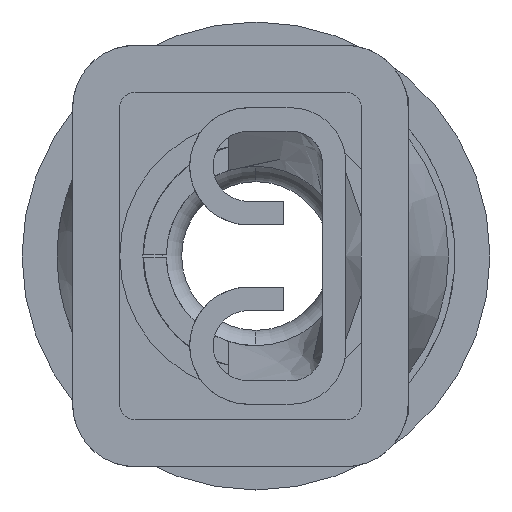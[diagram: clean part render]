
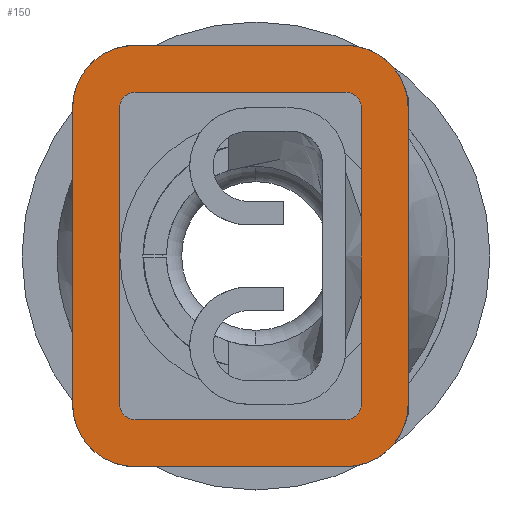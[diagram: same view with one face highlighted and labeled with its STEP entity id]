
A CAD part, left-side view. The second image highlights one B-rep face of the part: STEP entity #150.
In plain terms, the highlighted planar face has unit normal (-1, 0, 0).
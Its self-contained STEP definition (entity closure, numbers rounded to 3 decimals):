
#5 = CARTESIAN_POINT ( 'NONE',  ( -16.5, -1.95, -1.9 ) ) ;
#31 = DIRECTION ( 'NONE',  ( 0., 0., -1. ) ) ;
#57 = ORIENTED_EDGE ( 'NONE', *, *, #976, .T. ) ;
#93 = DIRECTION ( 'NONE',  ( 0., 1., 0. ) ) ;
#106 = VECTOR ( 'NONE', #804, 1000. ) ;
#127 = DIRECTION ( 'NONE',  ( -1., 0., 0. ) ) ;
#128 = CARTESIAN_POINT ( 'NONE',  ( -16.5, -1.95, -1.9 ) ) ;
#150 = ADVANCED_FACE ( 'NONE', ( #1168, #3003 ), #925, .F. ) ;
#155 = EDGE_CURVE ( 'NONE', #2050, #2482, #3640, .T. ) ;
#156 = CIRCLE ( 'NONE', #2566, 0.2 ) ;
#172 = DIRECTION ( 'NONE',  ( 0., 0., -1. ) ) ;
#205 = EDGE_CURVE ( 'NONE', #2499, #1917, #3875, .T. ) ;
#233 = DIRECTION ( 'NONE',  ( 0., 1., 0. ) ) ;
#261 = CARTESIAN_POINT ( 'NONE',  ( -16.5, 1.55, 1.9 ) ) ;
#271 = AXIS2_PLACEMENT_3D ( 'NONE', #2425, #3643, #31 ) ;
#332 = CARTESIAN_POINT ( 'NONE',  ( -16.5, 1.55, 1.9 ) ) ;
#355 = EDGE_CURVE ( 'NONE', #2402, #3606, #3181, .T. ) ;
#369 = ORIENTED_EDGE ( 'NONE', *, *, #205, .T. ) ;
#386 = CARTESIAN_POINT ( 'NONE',  ( -16.5, -1.15, 2.7 ) ) ;
#421 = ORIENTED_EDGE ( 'NONE', *, *, #1681, .T. ) ;
#424 = CARTESIAN_POINT ( 'NONE',  ( -16.5, -1.15, 1.9 ) ) ;
#461 = LINE ( 'NONE', #1672, #656 ) ;
#471 = LINE ( 'NONE', #2319, #2307 ) ;
#473 = CARTESIAN_POINT ( 'NONE',  ( -16.5, -1.35, -1.9 ) ) ;
#503 = ORIENTED_EDGE ( 'NONE', *, *, #3150, .T. ) ;
#548 = ORIENTED_EDGE ( 'NONE', *, *, #155, .F. ) ;
#574 = CARTESIAN_POINT ( 'NONE',  ( -16.5, -1.15, -2.1 ) ) ;
#586 = AXIS2_PLACEMENT_3D ( 'NONE', #332, #2199, #2517 ) ;
#588 = DIRECTION ( 'NONE',  ( 1., 0., 0. ) ) ;
#609 = ORIENTED_EDGE ( 'NONE', *, *, #2824, .T. ) ;
#622 = VERTEX_POINT ( 'NONE', #5 ) ;
#624 = DIRECTION ( 'NONE',  ( -1., 0., 0. ) ) ;
#625 = VECTOR ( 'NONE', #1515, 1000. ) ;
#642 = VERTEX_POINT ( 'NONE', #1243 ) ;
#656 = VECTOR ( 'NONE', #1319, 1000. ) ;
#665 = EDGE_CURVE ( 'NONE', #965, #2516, #1965, .T. ) ;
#677 = DIRECTION ( 'NONE',  ( -1., 0., 0. ) ) ;
#709 = VERTEX_POINT ( 'NONE', #1344 ) ;
#744 = CARTESIAN_POINT ( 'NONE',  ( -16.5, -1.15, -1.9 ) ) ;
#788 = CARTESIAN_POINT ( 'NONE',  ( -16.5, 2.35, -1.9 ) ) ;
#804 = DIRECTION ( 'NONE',  ( 0., 0., -1. ) ) ;
#875 = ORIENTED_EDGE ( 'NONE', *, *, #3706, .F. ) ;
#909 = CARTESIAN_POINT ( 'NONE',  ( -16.5, -1.35, -1.9 ) ) ;
#917 = ORIENTED_EDGE ( 'NONE', *, *, #3584, .F. ) ;
#925 = PLANE ( 'NONE',  #942 ) ;
#942 = AXIS2_PLACEMENT_3D ( 'NONE', #2966, #588, #3917 ) ;
#965 = VERTEX_POINT ( 'NONE', #1458 ) ;
#976 = EDGE_CURVE ( 'NONE', #1917, #2139, #2471, .T. ) ;
#979 = CARTESIAN_POINT ( 'NONE',  ( -16.5, -1.15, 1.9 ) ) ;
#998 = CARTESIAN_POINT ( 'NONE',  ( -16.5, -1.15, -2.7 ) ) ;
#1096 = CIRCLE ( 'NONE', #586, 0.2 ) ;
#1119 = VECTOR ( 'NONE', #3778, 1000. ) ;
#1168 = FACE_BOUND ( 'NONE', #1333, .T. ) ;
#1243 = CARTESIAN_POINT ( 'NONE',  ( -16.5, 1.75, 1.9 ) ) ;
#1252 = EDGE_CURVE ( 'NONE', #2445, #3190, #1957, .T. ) ;
#1275 = CARTESIAN_POINT ( 'NONE',  ( -16.5, -1.15, 2.7 ) ) ;
#1319 = DIRECTION ( 'NONE',  ( 0., 0., -1. ) ) ;
#1333 = EDGE_LOOP ( 'NONE', ( #875, #917, #3681, #2772, #548, #3727, #2220, #3801 ) ) ;
#1344 = CARTESIAN_POINT ( 'NONE',  ( -16.5, 1.55, -2.1 ) ) ;
#1346 = DIRECTION ( 'NONE',  ( 0., 0., 1. ) ) ;
#1351 = LINE ( 'NONE', #473, #1119 ) ;
#1386 = LINE ( 'NONE', #128, #1840 ) ;
#1446 = DIRECTION ( 'NONE',  ( -1., 0., 0. ) ) ;
#1453 = DIRECTION ( 'NONE',  ( -1., 0., 0. ) ) ;
#1458 = CARTESIAN_POINT ( 'NONE',  ( -16.5, -1.95, 1.9 ) ) ;
#1515 = DIRECTION ( 'NONE',  ( 0., -1., 0. ) ) ;
#1526 = CIRCLE ( 'NONE', #2418, 0.8 ) ;
#1551 = CARTESIAN_POINT ( 'NONE',  ( -16.5, 2.35, -1.9 ) ) ;
#1570 = CARTESIAN_POINT ( 'NONE',  ( -16.5, -1.15, -2.7 ) ) ;
#1672 = CARTESIAN_POINT ( 'NONE',  ( -16.5, 1.75, -1.9 ) ) ;
#1681 = EDGE_CURVE ( 'NONE', #2516, #2445, #3436, .T. ) ;
#1703 = AXIS2_PLACEMENT_3D ( 'NONE', #2637, #1446, #2659 ) ;
#1840 = VECTOR ( 'NONE', #1346, 1000. ) ;
#1892 = AXIS2_PLACEMENT_3D ( 'NONE', #744, #2906, #172 ) ;
#1907 = EDGE_CURVE ( 'NONE', #622, #965, #1386, .T. ) ;
#1917 = VERTEX_POINT ( 'NONE', #3795 ) ;
#1957 = CIRCLE ( 'NONE', #2723, 0.8 ) ;
#1965 = CIRCLE ( 'NONE', #2087, 0.8 ) ;
#1984 = VERTEX_POINT ( 'NONE', #2412 ) ;
#1985 = CIRCLE ( 'NONE', #271, 0.2 ) ;
#2014 = DIRECTION ( 'NONE',  ( 0., 0., -1. ) ) ;
#2050 = VERTEX_POINT ( 'NONE', #3595 ) ;
#2087 = AXIS2_PLACEMENT_3D ( 'NONE', #424, #127, #2014 ) ;
#2130 = DIRECTION ( 'NONE',  ( 0., 0., -1. ) ) ;
#2139 = VERTEX_POINT ( 'NONE', #998 ) ;
#2162 = EDGE_CURVE ( 'NONE', #1984, #2050, #156, .T. ) ;
#2199 = DIRECTION ( 'NONE',  ( -1., 0., 0. ) ) ;
#2211 = VERTEX_POINT ( 'NONE', #3154 ) ;
#2220 = ORIENTED_EDGE ( 'NONE', *, *, #2889, .F. ) ;
#2249 = EDGE_CURVE ( 'NONE', #642, #2211, #461, .T. ) ;
#2307 = VECTOR ( 'NONE', #2483, 1000. ) ;
#2319 = CARTESIAN_POINT ( 'NONE',  ( -16.5, -1.15, -2.1 ) ) ;
#2398 = ORIENTED_EDGE ( 'NONE', *, *, #1252, .T. ) ;
#2402 = VERTEX_POINT ( 'NONE', #574 ) ;
#2412 = CARTESIAN_POINT ( 'NONE',  ( -16.5, -1.35, 1.9 ) ) ;
#2418 = AXIS2_PLACEMENT_3D ( 'NONE', #3735, #624, #2736 ) ;
#2425 = CARTESIAN_POINT ( 'NONE',  ( -16.5, 1.55, -1.9 ) ) ;
#2445 = VERTEX_POINT ( 'NONE', #2667 ) ;
#2471 = LINE ( 'NONE', #1570, #625 ) ;
#2482 = VERTEX_POINT ( 'NONE', #3288 ) ;
#2483 = DIRECTION ( 'NONE',  ( 0., -1., 0. ) ) ;
#2499 = VERTEX_POINT ( 'NONE', #1551 ) ;
#2516 = VERTEX_POINT ( 'NONE', #1275 ) ;
#2517 = DIRECTION ( 'NONE',  ( 0., 0., 1. ) ) ;
#2566 = AXIS2_PLACEMENT_3D ( 'NONE', #979, #677, #2130 ) ;
#2597 = VECTOR ( 'NONE', #233, 1000. ) ;
#2637 = CARTESIAN_POINT ( 'NONE',  ( -16.5, 1.55, -1.9 ) ) ;
#2659 = DIRECTION ( 'NONE',  ( 0., 0., -1. ) ) ;
#2667 = CARTESIAN_POINT ( 'NONE',  ( -16.5, 1.55, 2.7 ) ) ;
#2678 = EDGE_CURVE ( 'NONE', #2482, #642, #1096, .T. ) ;
#2689 = VECTOR ( 'NONE', #93, 1000. ) ;
#2708 = DIRECTION ( 'NONE',  ( 0., 0., 1. ) ) ;
#2723 = AXIS2_PLACEMENT_3D ( 'NONE', #261, #1453, #2708 ) ;
#2736 = DIRECTION ( 'NONE',  ( 0., 0., -1. ) ) ;
#2772 = ORIENTED_EDGE ( 'NONE', *, *, #2678, .F. ) ;
#2824 = EDGE_CURVE ( 'NONE', #3190, #2499, #3223, .T. ) ;
#2889 = EDGE_CURVE ( 'NONE', #3606, #1984, #1351, .T. ) ;
#2906 = DIRECTION ( 'NONE',  ( -1., 0., 0. ) ) ;
#2966 = CARTESIAN_POINT ( 'NONE',  ( -16.5, 1.55, -1.9 ) ) ;
#3003 = FACE_OUTER_BOUND ( 'NONE', #3830, .T. ) ;
#3150 = EDGE_CURVE ( 'NONE', #2139, #622, #1526, .T. ) ;
#3154 = CARTESIAN_POINT ( 'NONE',  ( -16.5, 1.75, -1.9 ) ) ;
#3161 = ORIENTED_EDGE ( 'NONE', *, *, #665, .T. ) ;
#3181 = CIRCLE ( 'NONE', #1892, 0.2 ) ;
#3190 = VERTEX_POINT ( 'NONE', #3718 ) ;
#3223 = LINE ( 'NONE', #788, #106 ) ;
#3288 = CARTESIAN_POINT ( 'NONE',  ( -16.5, 1.55, 2.1 ) ) ;
#3436 = LINE ( 'NONE', #386, #2689 ) ;
#3584 = EDGE_CURVE ( 'NONE', #2211, #709, #1985, .T. ) ;
#3595 = CARTESIAN_POINT ( 'NONE',  ( -16.5, -1.15, 2.1 ) ) ;
#3606 = VERTEX_POINT ( 'NONE', #909 ) ;
#3629 = ORIENTED_EDGE ( 'NONE', *, *, #1907, .T. ) ;
#3640 = LINE ( 'NONE', #3897, #2597 ) ;
#3643 = DIRECTION ( 'NONE',  ( -1., 0., 0. ) ) ;
#3681 = ORIENTED_EDGE ( 'NONE', *, *, #2249, .F. ) ;
#3706 = EDGE_CURVE ( 'NONE', #709, #2402, #471, .T. ) ;
#3718 = CARTESIAN_POINT ( 'NONE',  ( -16.5, 2.35, 1.9 ) ) ;
#3727 = ORIENTED_EDGE ( 'NONE', *, *, #2162, .F. ) ;
#3735 = CARTESIAN_POINT ( 'NONE',  ( -16.5, -1.15, -1.9 ) ) ;
#3778 = DIRECTION ( 'NONE',  ( 0., 0., 1. ) ) ;
#3795 = CARTESIAN_POINT ( 'NONE',  ( -16.5, 1.55, -2.7 ) ) ;
#3801 = ORIENTED_EDGE ( 'NONE', *, *, #355, .F. ) ;
#3830 = EDGE_LOOP ( 'NONE', ( #369, #57, #503, #3629, #3161, #421, #2398, #609 ) ) ;
#3875 = CIRCLE ( 'NONE', #1703, 0.8 ) ;
#3897 = CARTESIAN_POINT ( 'NONE',  ( -16.5, -1.15, 2.1 ) ) ;
#3917 = DIRECTION ( 'NONE',  ( 0., 0., -1. ) ) ;
